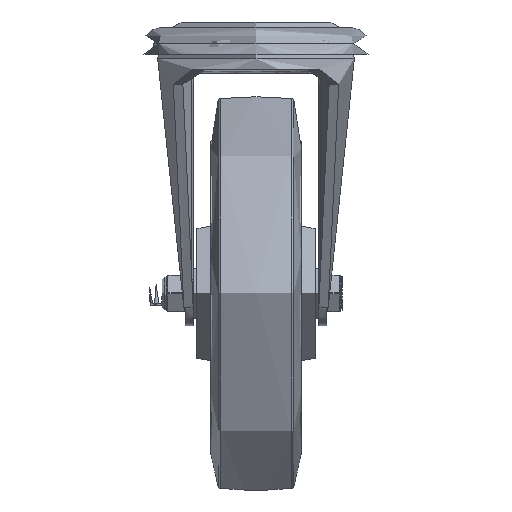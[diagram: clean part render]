
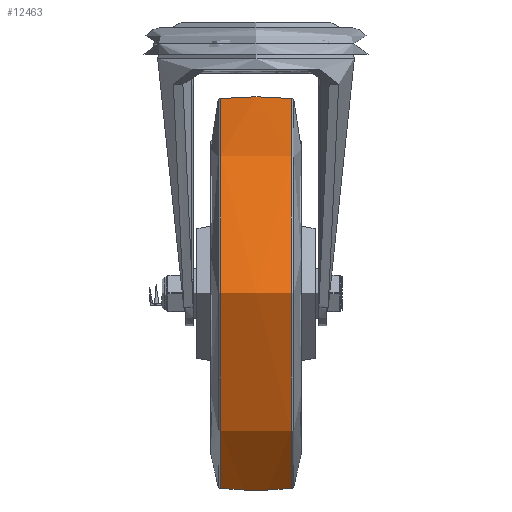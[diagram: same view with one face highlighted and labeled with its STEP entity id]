
A CAD part, left-side view. The second image highlights one B-rep face of the part: STEP entity #12463.
In plain terms, the highlighted free-form (B-spline) face has degree [2, 2] with [3, 9] control points.
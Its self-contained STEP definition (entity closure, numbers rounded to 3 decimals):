
#64=(
BOUNDED_SURFACE()
B_SPLINE_SURFACE(2,2,((#19239,#19240,#19241,#19242,#19243,#19244,#19245,
#19246,#19247),(#19248,#19249,#19250,#19251,#19252,#19253,#19254,#19255,
#19256),(#19257,#19258,#19259,#19260,#19261,#19262,#19263,#19264,#19265)),
 .UNSPECIFIED.,.F.,.T.,.F.)
B_SPLINE_SURFACE_WITH_KNOTS((3,3),(3,2,2,2,3),(-0.099,0.099),
(-3.142,-1.571,0.,1.571,3.142),
 .UNSPECIFIED.)
GEOMETRIC_REPRESENTATION_ITEM()
RATIONAL_B_SPLINE_SURFACE(((1.,0.707,1.,0.707,1.,
0.707,1.,0.707,1.),(0.995,0.704,
0.995,0.704,0.995,0.704,
0.995,0.704,0.995),(1.,0.707,
1.,0.707,1.,0.707,1.,0.707,1.)))
REPRESENTATION_ITEM('')
SURFACE()
);
#3522=FACE_OUTER_BOUND('',#4298,.T.);
#4298=EDGE_LOOP('',(#9386,#9387,#9388,#9389));
#5122=CIRCLE('',#13497,99.11);
#5131=CIRCLE('',#13510,99.11);
#5132=CIRCLE('',#13511,181.);
#5745=VERTEX_POINT('',#19214);
#5752=VERTEX_POINT('',#19236);
#7112=EDGE_CURVE('',#5745,#5745,#5122,.T.);
#7124=EDGE_CURVE('',#5752,#5752,#5131,.T.);
#7125=EDGE_CURVE('',#5752,#5745,#5132,.T.);
#9386=ORIENTED_EDGE('',*,*,#7124,.F.);
#9387=ORIENTED_EDGE('',*,*,#7125,.T.);
#9388=ORIENTED_EDGE('',*,*,#7112,.T.);
#9389=ORIENTED_EDGE('',*,*,#7125,.F.);
#12463=ADVANCED_FACE('',(#3522),#64,.F.);
#13497=AXIS2_PLACEMENT_3D('',#19215,#15063,#15064);
#13510=AXIS2_PLACEMENT_3D('',#19238,#15092,#15093);
#13511=AXIS2_PLACEMENT_3D('',#19266,#15094,#15095);
#15063=DIRECTION('center_axis',(0.,1.,0.));
#15064=DIRECTION('ref_axis',(0.,0.,
1.));
#15092=DIRECTION('center_axis',(0.,1.,0.));
#15093=DIRECTION('ref_axis',(0.,0.,
1.));
#15094=DIRECTION('center_axis',(-1.,0.,0.));
#15095=DIRECTION('ref_axis',(0.,0.,
-1.));
#19214=CARTESIAN_POINT('',(0.,-17.926,-99.11));
#19215=CARTESIAN_POINT('Origin',(0.,-17.926,
0.));
#19236=CARTESIAN_POINT('',(0.,17.926,-99.11));
#19238=CARTESIAN_POINT('Origin',(0.,17.926,
0.));
#19239=CARTESIAN_POINT('Ctrl Pts',(0.,-17.926,
-99.11));
#19240=CARTESIAN_POINT('Ctrl Pts',(-99.11,-17.926,
-99.11));
#19241=CARTESIAN_POINT('Ctrl Pts',(-99.11,-17.926,
0.));
#19242=CARTESIAN_POINT('Ctrl Pts',(-99.11,-17.926,
99.11));
#19243=CARTESIAN_POINT('Ctrl Pts',(0.,-17.926,
99.11));
#19244=CARTESIAN_POINT('Ctrl Pts',(99.11,-17.926,99.11));
#19245=CARTESIAN_POINT('Ctrl Pts',(99.11,-17.926,0.));
#19246=CARTESIAN_POINT('Ctrl Pts',(99.11,-17.926,-99.11));
#19247=CARTESIAN_POINT('Ctrl Pts',(0.,-17.926,
-99.11));
#19248=CARTESIAN_POINT('Ctrl Pts',(0.,0.,
-100.894));
#19249=CARTESIAN_POINT('Ctrl Pts',(-100.894,0.,
-100.894));
#19250=CARTESIAN_POINT('Ctrl Pts',(-100.894,0.,
0.));
#19251=CARTESIAN_POINT('Ctrl Pts',(-100.894,0.,
100.894));
#19252=CARTESIAN_POINT('Ctrl Pts',(0.,0.,
100.894));
#19253=CARTESIAN_POINT('Ctrl Pts',(100.894,0.,
100.894));
#19254=CARTESIAN_POINT('Ctrl Pts',(100.894,0.,
0.));
#19255=CARTESIAN_POINT('Ctrl Pts',(100.894,0.,
-100.894));
#19256=CARTESIAN_POINT('Ctrl Pts',(0.,0.,
-100.894));
#19257=CARTESIAN_POINT('Ctrl Pts',(0.,17.926,
-99.11));
#19258=CARTESIAN_POINT('Ctrl Pts',(-99.11,17.926,-99.11));
#19259=CARTESIAN_POINT('Ctrl Pts',(-99.11,17.926,0.));
#19260=CARTESIAN_POINT('Ctrl Pts',(-99.11,17.926,99.11));
#19261=CARTESIAN_POINT('Ctrl Pts',(0.,17.926,
99.11));
#19262=CARTESIAN_POINT('Ctrl Pts',(99.11,17.926,99.11));
#19263=CARTESIAN_POINT('Ctrl Pts',(99.11,17.926,0.));
#19264=CARTESIAN_POINT('Ctrl Pts',(99.11,17.926,-99.11));
#19265=CARTESIAN_POINT('Ctrl Pts',(0.,17.926,
-99.11));
#19266=CARTESIAN_POINT('Origin',(0.,0.,
81.));
